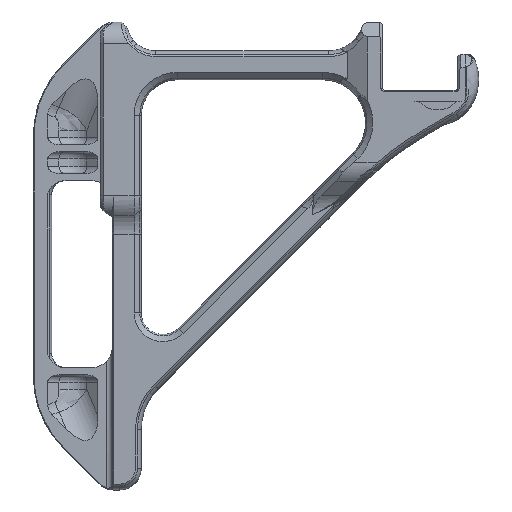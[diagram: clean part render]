
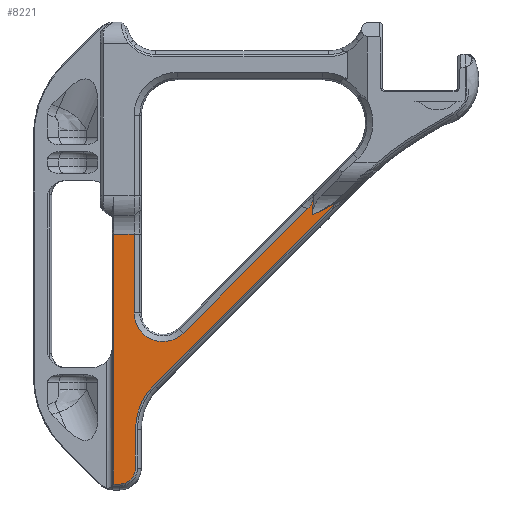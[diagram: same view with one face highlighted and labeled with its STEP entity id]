
A CAD part, top view. The second image highlights one B-rep face of the part: STEP entity #8221.
In plain terms, the highlighted planar face has unit normal (0, 0, 1).
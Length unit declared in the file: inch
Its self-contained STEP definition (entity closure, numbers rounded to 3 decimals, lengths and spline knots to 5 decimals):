
#325=PLANE('',#8889);
#548=CIRCLE('',#8890,0.22);
#549=CIRCLE('',#8891,0.88);
#550=CIRCLE('',#8894,0.4);
#879=FACE_OUTER_BOUND('',#1416,.T.);
#1416=EDGE_LOOP('',(#5971,#5972,#5973,#5974,#5975,#5976,#5977,#5978,#5979,
#5980,#5981,#5982,#5983,#5984,#5985,#5986,#5987));
#1890=ELLIPSE('',#8892,0.82892,0.4);
#1891=ELLIPSE('',#8893,0.59806,0.4);
#2121=LINE('',#13123,#2664);
#2129=LINE('',#13197,#2672);
#2130=LINE('',#13201,#2673);
#2131=LINE('',#13205,#2674);
#2132=LINE('',#13209,#2675);
#2133=LINE('',#13225,#2676);
#2134=LINE('',#13227,#2677);
#2135=LINE('',#13229,#2678);
#2136=LINE('',#13233,#2679);
#2137=LINE('',#13236,#2680);
#2664=VECTOR('',#10098,0.3937);
#2672=VECTOR('',#10124,0.4);
#2673=VECTOR('',#10129,0.3937);
#2674=VECTOR('',#10132,0.3937);
#2675=VECTOR('',#10135,0.3937);
#2676=VECTOR('',#10138,0.3937);
#2677=VECTOR('',#10139,0.3937);
#2678=VECTOR('',#10140,0.3937);
#2679=VECTOR('',#10143,0.3937);
#2680=VECTOR('',#10146,0.3937);
#3088=B_SPLINE_CURVE_WITH_KNOTS('',3,(#13213,#13214,#13215,#13216),
 .UNSPECIFIED.,.F.,.F.,(4,4),(0.,0.08826),.UNSPECIFIED.);
#3089=B_SPLINE_CURVE_WITH_KNOTS('',3,(#13218,#13219,#13220,#13221,#13222,
#13223),.UNSPECIFIED.,.F.,.F.,(4,2,4),(0.,0.22811,0.29785),
 .UNSPECIFIED.);
#3596=VERTEX_POINT('',#13120);
#3597=VERTEX_POINT('',#13122);
#3608=VERTEX_POINT('',#13196);
#3609=VERTEX_POINT('',#13200);
#3610=VERTEX_POINT('',#13202);
#3611=VERTEX_POINT('',#13204);
#3612=VERTEX_POINT('',#13206);
#3613=VERTEX_POINT('',#13208);
#3614=VERTEX_POINT('',#13210);
#3615=VERTEX_POINT('',#13212);
#3616=VERTEX_POINT('',#13217);
#3617=VERTEX_POINT('',#13224);
#3618=VERTEX_POINT('',#13226);
#3619=VERTEX_POINT('',#13228);
#3620=VERTEX_POINT('',#13230);
#3621=VERTEX_POINT('',#13232);
#3622=VERTEX_POINT('',#13234);
#4461=EDGE_CURVE('',#3596,#3597,#2121,.T.);
#4478=EDGE_CURVE('',#3597,#3608,#2129,.T.);
#4480=EDGE_CURVE('',#3609,#3596,#2130,.T.);
#4481=EDGE_CURVE('',#3610,#3609,#548,.T.);
#4482=EDGE_CURVE('',#3611,#3610,#2131,.T.);
#4483=EDGE_CURVE('',#3612,#3611,#549,.T.);
#4484=EDGE_CURVE('',#3613,#3612,#2132,.F.);
#4485=EDGE_CURVE('',#3614,#3613,#1890,.T.);
#4486=EDGE_CURVE('',#3615,#3614,#3088,.T.);
#4487=EDGE_CURVE('',#3616,#3615,#3089,.T.);
#4488=EDGE_CURVE('',#3616,#3617,#2133,.T.);
#4489=EDGE_CURVE('',#3618,#3617,#2134,.T.);
#4490=EDGE_CURVE('',#3619,#3618,#2135,.T.);
#4491=EDGE_CURVE('',#3620,#3619,#1891,.T.);
#4492=EDGE_CURVE('',#3621,#3620,#2136,.T.);
#4493=EDGE_CURVE('',#3622,#3621,#550,.T.);
#4494=EDGE_CURVE('',#3608,#3622,#2137,.T.);
#5971=ORIENTED_EDGE('',*,*,#4461,.F.);
#5972=ORIENTED_EDGE('',*,*,#4480,.F.);
#5973=ORIENTED_EDGE('',*,*,#4481,.F.);
#5974=ORIENTED_EDGE('',*,*,#4482,.F.);
#5975=ORIENTED_EDGE('',*,*,#4483,.F.);
#5976=ORIENTED_EDGE('',*,*,#4484,.F.);
#5977=ORIENTED_EDGE('',*,*,#4485,.F.);
#5978=ORIENTED_EDGE('',*,*,#4486,.F.);
#5979=ORIENTED_EDGE('',*,*,#4487,.F.);
#5980=ORIENTED_EDGE('',*,*,#4488,.T.);
#5981=ORIENTED_EDGE('',*,*,#4489,.F.);
#5982=ORIENTED_EDGE('',*,*,#4490,.F.);
#5983=ORIENTED_EDGE('',*,*,#4491,.F.);
#5984=ORIENTED_EDGE('',*,*,#4492,.F.);
#5985=ORIENTED_EDGE('',*,*,#4493,.F.);
#5986=ORIENTED_EDGE('',*,*,#4494,.F.);
#5987=ORIENTED_EDGE('',*,*,#4478,.F.);
#8221=ADVANCED_FACE('',(#879),#325,.T.);
#8889=AXIS2_PLACEMENT_3D('',#13199,#10127,#10128);
#8890=AXIS2_PLACEMENT_3D('',#13203,#10130,#10131);
#8891=AXIS2_PLACEMENT_3D('',#13207,#10133,#10134);
#8892=AXIS2_PLACEMENT_3D('',#13211,#10136,#10137);
#8893=AXIS2_PLACEMENT_3D('',#13231,#10141,#10142);
#8894=AXIS2_PLACEMENT_3D('',#13235,#10144,#10145);
#10098=DIRECTION('',(0.,1.,0.));
#10124=DIRECTION('',(1.,0.,0.));
#10127=DIRECTION('center_axis',(0.,0.,1.));
#10128=DIRECTION('ref_axis',(1.,0.,0.));
#10129=DIRECTION('',(-1.,0.,0.));
#10130=DIRECTION('center_axis',(0.,0.,-1.));
#10131=DIRECTION('ref_axis',(0.707,-0.707,0.));
#10132=DIRECTION('',(0.,-1.,0.));
#10133=DIRECTION('center_axis',(0.,0.,1.));
#10134=DIRECTION('ref_axis',(-0.924,0.383,0.));
#10135=DIRECTION('',(0.707,0.707,0.));
#10136=DIRECTION('center_axis',(0.,0.,1.));
#10137=DIRECTION('ref_axis',(-0.98,-0.201,0.));
#10138=DIRECTION('',(-0.886,-0.464,0.));
#10139=DIRECTION('',(1.,0.,0.));
#10140=DIRECTION('',(-0.091,-0.996,0.));
#10141=DIRECTION('center_axis',(0.,0.,1.));
#10142=DIRECTION('ref_axis',(0.945,-0.327,0.));
#10143=DIRECTION('',(0.707,0.707,0.));
#10144=DIRECTION('center_axis',(0.,0.,1.));
#10145=DIRECTION('ref_axis',(-0.383,-0.924,0.));
#10146=DIRECTION('',(0.,-1.,0.));
#13120=CARTESIAN_POINT('',(0.02,-0.72,1.8));
#13122=CARTESIAN_POINT('',(0.02,2.75359,1.8));
#13123=CARTESIAN_POINT('',(0.02,2.8,1.8));
#13196=CARTESIAN_POINT('',(0.3,2.75359,1.8));
#13197=CARTESIAN_POINT('',(2.2,2.75359,1.8));
#13199=CARTESIAN_POINT('Origin',(2.6,0.5,1.8));
#13200=CARTESIAN_POINT('',(0.1,-0.72,1.8));
#13201=CARTESIAN_POINT('',(1.4,-0.72,1.8));
#13202=CARTESIAN_POINT('',(0.32,-0.5,1.8));
#13203=CARTESIAN_POINT('Origin',(0.1,-0.5,
1.8));
#13204=CARTESIAN_POINT('',(0.32,0.0375,1.8));
#13205=CARTESIAN_POINT('',(0.32,1.6,1.8));
#13206=CARTESIAN_POINT('',(0.57775,0.65975,1.8));
#13207=CARTESIAN_POINT('Origin',(1.2,0.0375,1.8));
#13208=CARTESIAN_POINT('',(3.01881,3.10082,1.8));
#13209=CARTESIAN_POINT('',(1.70347,1.78547,1.8));
#13210=CARTESIAN_POINT('',(3.07451,3.15056,1.8));
#13211=CARTESIAN_POINT('Origin',(3.72176,3.00376,1.8));
#13212=CARTESIAN_POINT('',(3.1027,3.1726,1.8));
#13213=CARTESIAN_POINT('Ctrl Pts',(3.1027,3.1726,1.8));
#13214=CARTESIAN_POINT('Ctrl Pts',(3.09347,3.1656,1.8));
#13215=CARTESIAN_POINT('Ctrl Pts',(3.08405,3.15823,1.8));
#13216=CARTESIAN_POINT('Ctrl Pts',(3.07451,3.15056,1.8));
#13217=CARTESIAN_POINT('',(3.20082,3.23628,1.8));
#13218=CARTESIAN_POINT('Ctrl Pts',(3.20082,3.23628,1.8));
#13219=CARTESIAN_POINT('Ctrl Pts',(3.1743,3.22239,1.8));
#13220=CARTESIAN_POINT('Ctrl Pts',(3.14917,3.20629,1.8));
#13221=CARTESIAN_POINT('Ctrl Pts',(3.11755,3.1837,1.8));
#13222=CARTESIAN_POINT('Ctrl Pts',(3.11011,3.17821,1.8));
#13223=CARTESIAN_POINT('Ctrl Pts',(3.1027,3.1726,1.8));
#13224=CARTESIAN_POINT('',(2.7982,3.02538,1.8));
#13225=CARTESIAN_POINT('',(2.0552,2.63618,1.8));
#13226=CARTESIAN_POINT('',(2.77434,3.02538,1.8));
#13227=CARTESIAN_POINT('',(2.4,3.02538,1.8));
#13228=CARTESIAN_POINT('',(2.79753,3.28035,1.8));
#13229=CARTESIAN_POINT('',(2.64846,1.64155,1.8));
#13230=CARTESIAN_POINT('',(2.71568,3.10881,1.8));
#13231=CARTESIAN_POINT('Origin',(2.21863,3.41176,1.8));
#13232=CARTESIAN_POINT('',(0.98284,1.37597,1.8));
#13233=CARTESIAN_POINT('',(1.74237,2.1355,1.8));
#13234=CARTESIAN_POINT('',(0.3,1.65882,1.8));
#13235=CARTESIAN_POINT('Origin',(0.7,1.65882,1.8));
#13236=CARTESIAN_POINT('',(0.3,1.6,1.8));
